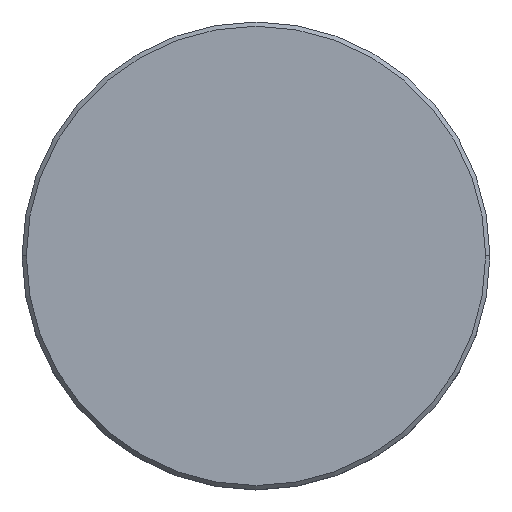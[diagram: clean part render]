
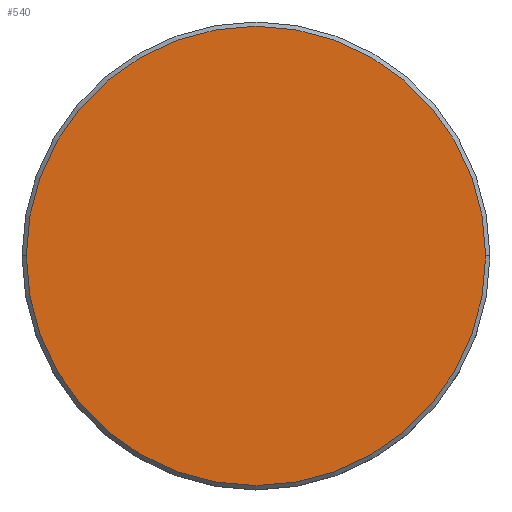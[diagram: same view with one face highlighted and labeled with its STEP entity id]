
A CAD part, top view. The second image highlights one B-rep face of the part: STEP entity #540.
In plain terms, the highlighted planar face has unit normal (0, 0, 1).
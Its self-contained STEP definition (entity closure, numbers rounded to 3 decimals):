
#108 = CARTESIAN_POINT ( 'NONE',  ( 0., 0., 0. ) ) ;
#136 = DIRECTION ( 'NONE',  ( 0., 0., 1. ) ) ;
#187 = EDGE_CURVE ( 'NONE', #865, #828, #239, .T. ) ;
#209 = ORIENTED_EDGE ( 'NONE', *, *, #187, .T. ) ;
#219 = CARTESIAN_POINT ( 'NONE',  ( 0., 0., 0. ) ) ;
#227 = DIRECTION ( 'NONE',  ( 0., 0., 1. ) ) ;
#239 = CIRCLE ( 'NONE', #670, 27. ) ;
#300 = CIRCLE ( 'NONE', #855, 27. ) ;
#340 = DIRECTION ( 'NONE',  ( 0., 0., 1. ) ) ;
#389 = CARTESIAN_POINT ( 'NONE',  ( -27., 0., 0. ) ) ;
#433 = DIRECTION ( 'NONE',  ( 1., 0., 0. ) ) ;
#467 = DIRECTION ( 'NONE',  ( 1., 0., 0. ) ) ;
#497 = ORIENTED_EDGE ( 'NONE', *, *, #827, .T. ) ;
#540 = ADVANCED_FACE ( 'NONE', ( #713 ), #707, .T. ) ;
#670 = AXIS2_PLACEMENT_3D ( 'NONE', #219, #136, #467 ) ;
#707 = PLANE ( 'NONE',  #1006 ) ;
#713 = FACE_OUTER_BOUND ( 'NONE', #1035, .T. ) ;
#759 = CARTESIAN_POINT ( 'NONE',  ( 27., 0., 0. ) ) ;
#827 = EDGE_CURVE ( 'NONE', #828, #865, #300, .T. ) ;
#828 = VERTEX_POINT ( 'NONE', #759 ) ;
#855 = AXIS2_PLACEMENT_3D ( 'NONE', #108, #340, #433 ) ;
#865 = VERTEX_POINT ( 'NONE', #389 ) ;
#1006 = AXIS2_PLACEMENT_3D ( 'NONE', #1033, #227, #1038 ) ;
#1033 = CARTESIAN_POINT ( 'NONE',  ( 0., 0., 0. ) ) ;
#1035 = EDGE_LOOP ( 'NONE', ( #209, #497 ) ) ;
#1038 = DIRECTION ( 'NONE',  ( 1., 0., 0. ) ) ;
